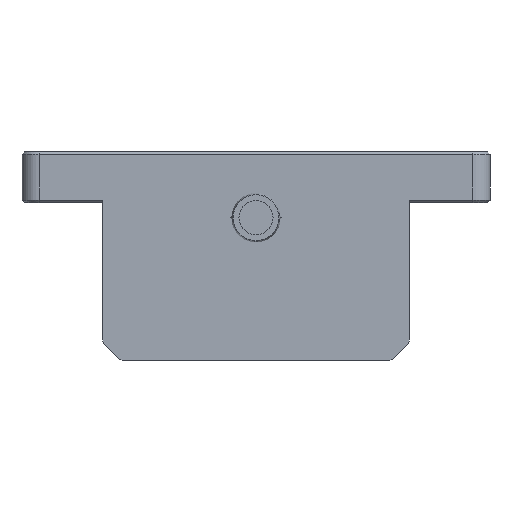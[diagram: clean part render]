
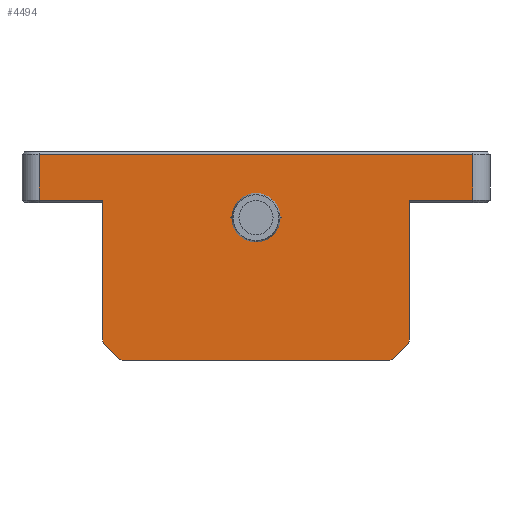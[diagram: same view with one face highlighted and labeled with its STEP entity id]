
A CAD part, front view. The second image highlights one B-rep face of the part: STEP entity #4494.
In plain terms, the highlighted planar face has unit normal (0, -1, 0).
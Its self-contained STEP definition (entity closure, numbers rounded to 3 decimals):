
#1=CARTESIAN_POINT('',(0.,-20.,4.5));
#2=DIRECTION('',(0.,1.,0.));
#3=DIRECTION('',(1.,0.,0.));
#4=AXIS2_PLACEMENT_3D('',#1,#2,#3);
#6=CARTESIAN_POINT('',(0.,-20.,4.5));
#7=DIRECTION('',(0.,1.,0.));
#8=DIRECTION('',(-1.,0.,0.));
#9=AXIS2_PLACEMENT_3D('',#6,#7,#8);
#11=DIRECTION('',(-1.,0.,0.));
#12=VECTOR('',#11,51.);
#13=CARTESIAN_POINT('',(25.5,-20.,11.95));
#14=LINE('',#13,#12);
#15=DIRECTION('',(0.,0.,1.));
#16=VECTOR('',#15,5.4);
#17=CARTESIAN_POINT('',(25.5,-20.,6.55));
#18=LINE('',#17,#16);
#19=DIRECTION('',(1.,0.,0.));
#20=VECTOR('',#19,7.5);
#21=CARTESIAN_POINT('',(18.,-20.,6.55));
#22=LINE('',#21,#20);
#23=CARTESIAN_POINT('',(17.,-20.,-9.836));
#24=DIRECTION('',(0.,-1.,0.));
#25=DIRECTION('',(0.707,0.,-0.707));
#26=AXIS2_PLACEMENT_3D('',#23,#24,#25);
#28=DIRECTION('',(0.707,0.,0.707));
#29=VECTOR('',#28,2.);
#30=CARTESIAN_POINT('',(16.293,-20.,-11.957));
#31=LINE('',#30,#29);
#32=CARTESIAN_POINT('',(15.586,-20.,-11.25));
#33=DIRECTION('',(0.,-1.,0.));
#34=DIRECTION('',(0.,0.,-1.));
#35=AXIS2_PLACEMENT_3D('',#32,#33,#34);
#37=DIRECTION('',(-1.,0.,0.));
#38=VECTOR('',#37,31.172);
#39=CARTESIAN_POINT('',(15.586,-20.,-12.25));
#40=LINE('',#39,#38);
#41=CARTESIAN_POINT('',(-15.586,-20.,-11.25));
#42=DIRECTION('',(0.,-1.,0.));
#43=DIRECTION('',(-0.707,0.,-0.707));
#44=AXIS2_PLACEMENT_3D('',#41,#42,#43);
#46=DIRECTION('',(0.707,0.,-0.707));
#47=VECTOR('',#46,2.);
#48=CARTESIAN_POINT('',(-17.707,-20.,-10.543));
#49=LINE('',#48,#47);
#50=CARTESIAN_POINT('',(-17.,-20.,-9.836));
#51=DIRECTION('',(0.,-1.,0.));
#52=DIRECTION('',(-1.,0.,0.));
#53=AXIS2_PLACEMENT_3D('',#50,#51,#52);
#55=DIRECTION('',(1.,0.,0.));
#56=VECTOR('',#55,7.5);
#57=CARTESIAN_POINT('',(-25.5,-20.,6.55));
#58=LINE('',#57,#56);
#59=DIRECTION('',(0.,0.,-1.));
#60=VECTOR('',#59,5.4);
#61=CARTESIAN_POINT('',(-25.5,-20.,11.95));
#62=LINE('',#61,#60);
#769=DIRECTION('',(0.,0.,-1.));
#770=VECTOR('',#769,16.386);
#771=CARTESIAN_POINT('',(-18.,-20.,6.55));
#772=LINE('',#771,#770);
#2529=DIRECTION('',(0.,0.,1.));
#2530=VECTOR('',#2529,16.386);
#2531=CARTESIAN_POINT('',(18.,-20.,-9.836));
#2532=LINE('',#2531,#2530);
#3433=CARTESIAN_POINT('',(-18.,-20.,-9.836));
#3434=CARTESIAN_POINT('',(-17.707,-20.,-10.543));
#3435=VERTEX_POINT('',#3433);
#3436=VERTEX_POINT('',#3434);
#3437=CARTESIAN_POINT('',(-16.293,-20.,-11.957));
#3438=CARTESIAN_POINT('',(-15.586,-20.,-12.25));
#3439=VERTEX_POINT('',#3437);
#3440=VERTEX_POINT('',#3438);
#3441=CARTESIAN_POINT('',(15.586,-20.,-12.25));
#3442=CARTESIAN_POINT('',(16.293,-20.,-11.957));
#3443=VERTEX_POINT('',#3441);
#3444=VERTEX_POINT('',#3442);
#3445=CARTESIAN_POINT('',(17.707,-20.,-10.543));
#3446=CARTESIAN_POINT('',(18.,-20.,-9.836));
#3447=VERTEX_POINT('',#3445);
#3448=VERTEX_POINT('',#3446);
#3482=CARTESIAN_POINT('',(2.75,-20.,4.5));
#3484=VERTEX_POINT('',#3482);
#3486=CARTESIAN_POINT('',(-2.75,-20.,4.5));
#3488=VERTEX_POINT('',#3486);
#4169=CARTESIAN_POINT('',(-25.5,-20.,11.95));
#4170=VERTEX_POINT('',#4169);
#4173=CARTESIAN_POINT('',(25.5,-20.,11.95));
#4174=VERTEX_POINT('',#4173);
#4269=CARTESIAN_POINT('',(18.,-20.,6.55));
#4270=CARTESIAN_POINT('',(25.5,-20.,6.55));
#4271=VERTEX_POINT('',#4269);
#4272=VERTEX_POINT('',#4270);
#4325=CARTESIAN_POINT('',(-25.5,-20.,6.55));
#4326=CARTESIAN_POINT('',(-18.,-20.,6.55));
#4327=VERTEX_POINT('',#4325);
#4328=VERTEX_POINT('',#4326);
#4453=CARTESIAN_POINT('',(0.,-20.,0.));
#4454=DIRECTION('',(0.,1.,0.));
#4455=DIRECTION('',(1.,0.,0.));
#4456=AXIS2_PLACEMENT_3D('',#4453,#4454,#4455);
#4457=PLANE('',#4456);
#4459=ORIENTED_EDGE('',*,*,#4458,.F.);
#4461=ORIENTED_EDGE('',*,*,#4460,.F.);
#4463=ORIENTED_EDGE('',*,*,#4462,.F.);
#4465=ORIENTED_EDGE('',*,*,#4464,.F.);
#4467=ORIENTED_EDGE('',*,*,#4466,.F.);
#4469=ORIENTED_EDGE('',*,*,#4468,.F.);
#4471=ORIENTED_EDGE('',*,*,#4470,.F.);
#4473=ORIENTED_EDGE('',*,*,#4472,.T.);
#4475=ORIENTED_EDGE('',*,*,#4474,.F.);
#4477=ORIENTED_EDGE('',*,*,#4476,.F.);
#4479=ORIENTED_EDGE('',*,*,#4478,.F.);
#4481=ORIENTED_EDGE('',*,*,#4480,.F.);
#4483=ORIENTED_EDGE('',*,*,#4482,.F.);
#4485=ORIENTED_EDGE('',*,*,#4484,.F.);
#4486=EDGE_LOOP('',(#4459,#4461,#4463,#4465,#4467,#4469,#4471,#4473,#4475,#4477,
#4479,#4481,#4483,#4485));
#4487=FACE_OUTER_BOUND('',#4486,.F.);
#4489=ORIENTED_EDGE('',*,*,#4488,.F.);
#4491=ORIENTED_EDGE('',*,*,#4490,.F.);
#4492=EDGE_LOOP('',(#4489,#4491));
#4493=FACE_BOUND('',#4492,.F.);
#4494=ADVANCED_FACE('',(#4487,#4493),#4457,.F.);
#5=CIRCLE('',#4,2.75);
#10=CIRCLE('',#9,2.75);
#27=CIRCLE('',#26,1.);
#36=CIRCLE('',#35,1.);
#45=CIRCLE('',#44,1.);
#54=CIRCLE('',#53,1.);
#4458=EDGE_CURVE('',#4174,#4170,#14,.T.);
#4460=EDGE_CURVE('',#4272,#4174,#18,.T.);
#4462=EDGE_CURVE('',#4271,#4272,#22,.T.);
#4464=EDGE_CURVE('',#3448,#4271,#2532,.T.);
#4466=EDGE_CURVE('',#3447,#3448,#27,.T.);
#4468=EDGE_CURVE('',#3444,#3447,#31,.T.);
#4470=EDGE_CURVE('',#3443,#3444,#36,.T.);
#4472=EDGE_CURVE('',#3443,#3440,#40,.T.);
#4474=EDGE_CURVE('',#3439,#3440,#45,.T.);
#4476=EDGE_CURVE('',#3436,#3439,#49,.T.);
#4478=EDGE_CURVE('',#3435,#3436,#54,.T.);
#4480=EDGE_CURVE('',#4328,#3435,#772,.T.);
#4482=EDGE_CURVE('',#4327,#4328,#58,.T.);
#4484=EDGE_CURVE('',#4170,#4327,#62,.T.);
#4488=EDGE_CURVE('',#3484,#3488,#5,.T.);
#4490=EDGE_CURVE('',#3488,#3484,#10,.T.);
